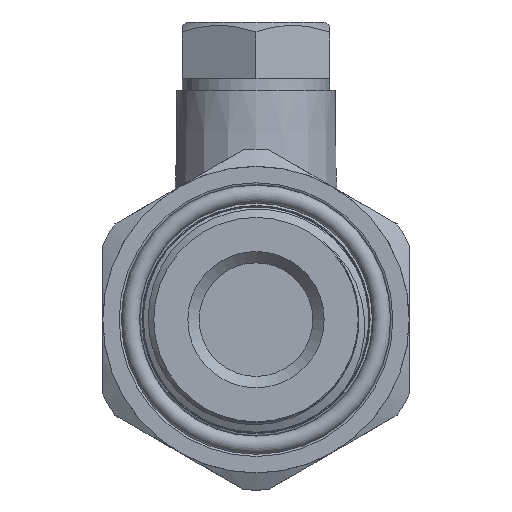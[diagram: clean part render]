
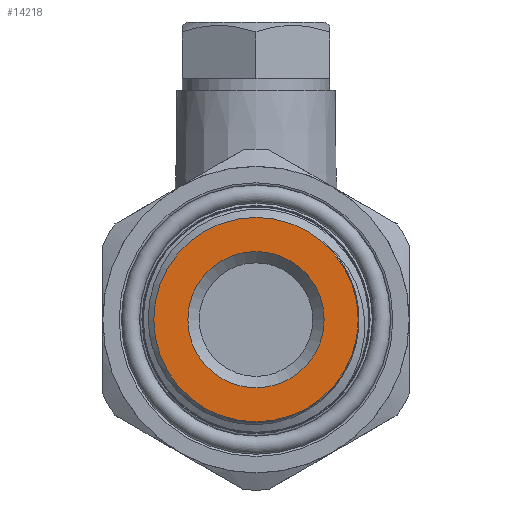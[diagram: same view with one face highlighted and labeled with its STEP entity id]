
A CAD part, left-side view. The second image highlights one B-rep face of the part: STEP entity #14218.
In plain terms, the highlighted face is planar.
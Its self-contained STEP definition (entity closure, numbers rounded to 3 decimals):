
#125=FACE_BOUND('',#4832,.T.);
#3975=FACE_OUTER_BOUND('',#4831,.T.);
#4831=EDGE_LOOP('',(#13204));
#4832=EDGE_LOOP('',(#13205));
#5368=CIRCLE('',#15238,9.);
#5371=CIRCLE('',#15251,6.);
#6801=VERTEX_POINT('',#34209);
#6804=VERTEX_POINT('',#35189);
#8937=EDGE_CURVE('',#6801,#6801,#5368,.T.);
#8946=EDGE_CURVE('',#6804,#6804,#5371,.T.);
#13204=ORIENTED_EDGE('',*,*,#8937,.T.);
#13205=ORIENTED_EDGE('',*,*,#8946,.F.);
#13431=PLANE('',#15250);
#14218=ADVANCED_FACE('',(#3975,#125),#13431,.T.);
#15238=AXIS2_PLACEMENT_3D('',#34211,#18042,#18043);
#15250=AXIS2_PLACEMENT_3D('',#35188,#18066,#18067);
#15251=AXIS2_PLACEMENT_3D('',#35190,#18068,#18069);
#18042=DIRECTION('center_axis',(1.,0.,0.));
#18043=DIRECTION('ref_axis',(0.,1.,0.));
#18066=DIRECTION('center_axis',(1.,0.,0.));
#18067=DIRECTION('ref_axis',(0.,0.,-1.));
#18068=DIRECTION('center_axis',(1.,0.,0.));
#18069=DIRECTION('ref_axis',(0.,0.,-1.));
#34209=CARTESIAN_POINT('',(0.,-9.,0.));
#34211=CARTESIAN_POINT('Origin',(0.,0.,0.));
#35188=CARTESIAN_POINT('Origin',(0.,6.,0.));
#35189=CARTESIAN_POINT('',(0.,-6.,0.));
#35190=CARTESIAN_POINT('Origin',(0.,0.,
0.));
